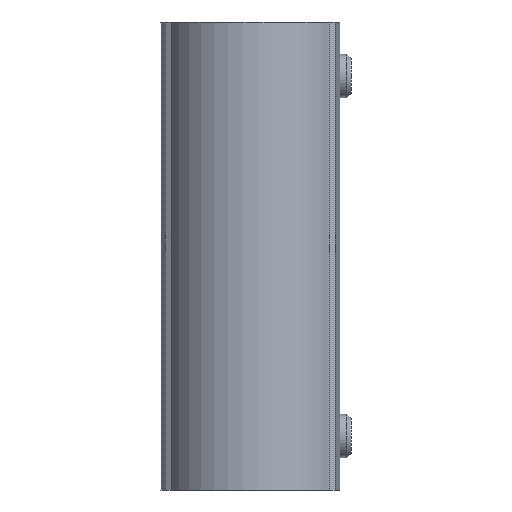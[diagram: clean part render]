
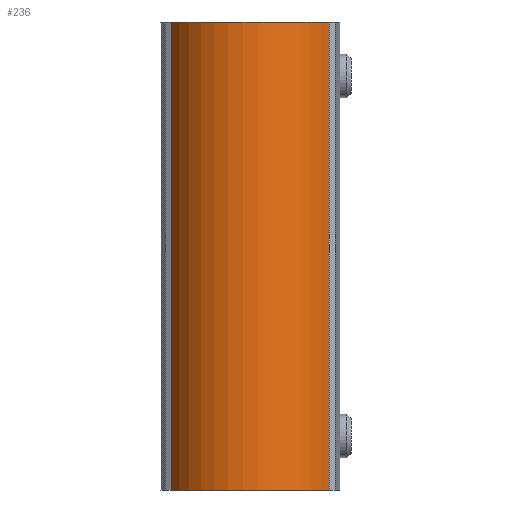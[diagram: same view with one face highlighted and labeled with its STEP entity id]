
A CAD part, left-side view. The second image highlights one B-rep face of the part: STEP entity #236.
In plain terms, the highlighted cylindrical face has radius 12.5 mm (diameter 25 mm), a partial arc.
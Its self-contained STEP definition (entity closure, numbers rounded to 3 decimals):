
#236 = ADVANCED_FACE( '', ( #602 ), #603, .T. );
#602 = FACE_OUTER_BOUND( '', #1137, .T. );
#603 = CYLINDRICAL_SURFACE( '', #1138, 12.5 );
#1137 = EDGE_LOOP( '', ( #1787, #1788, #1789, #1790 ) );
#1138 = AXIS2_PLACEMENT_3D( '', #1791, #1792, #1793 );
#1787 = ORIENTED_EDGE( '', *, *, #2987, .F. );
#1788 = ORIENTED_EDGE( '', *, *, #2988, .F. );
#1789 = ORIENTED_EDGE( '', *, *, #2979, .T. );
#1790 = ORIENTED_EDGE( '', *, *, #2989, .T. );
#1791 = CARTESIAN_POINT( '', ( 0., 0., -65. ) );
#1792 = DIRECTION( '', ( 0., 0., -1. ) );
#1793 = DIRECTION( '', ( 1., 0., 0. ) );
#2979 = EDGE_CURVE( '', #3543, #3541, #3544, .T. );
#2987 = EDGE_CURVE( '', #3556, #3557, #3558, .T. );
#2988 = EDGE_CURVE( '', #3543, #3556, #3559, .T. );
#2989 = EDGE_CURVE( '', #3541, #3557, #3560, .T. );
#3541 = VERTEX_POINT( '', #4356 );
#3543 = VERTEX_POINT( '', #4359 );
#3544 = CIRCLE( '', #4360, 12.5 );
#3556 = VERTEX_POINT( '', #4376 );
#3557 = VERTEX_POINT( '', #4377 );
#3558 = CIRCLE( '', #4378, 12.5 );
#3559 = LINE( '', #4379, #4380 );
#3560 = LINE( '', #4381, #4382 );
#4356 = CARTESIAN_POINT( '', ( -5.95, -10.993, -65. ) );
#4359 = CARTESIAN_POINT( '', ( -5.95, 10.993, -65. ) );
#4360 = AXIS2_PLACEMENT_3D( '', #5201, #5202, #5203 );
#4376 = CARTESIAN_POINT( '', ( -5.95, 10.993, 0. ) );
#4377 = CARTESIAN_POINT( '', ( -5.95, -10.993, 0. ) );
#4378 = AXIS2_PLACEMENT_3D( '', #5214, #5215, #5216 );
#4379 = CARTESIAN_POINT( '', ( -5.95, 10.993, -65. ) );
#4380 = VECTOR( '', #5217, 1000. );
#4381 = CARTESIAN_POINT( '', ( -5.95, -10.993, -65. ) );
#4382 = VECTOR( '', #5218, 1000. );
#5201 = CARTESIAN_POINT( '', ( 0., 0., -65. ) );
#5202 = DIRECTION( '', ( 0., 0., 1. ) );
#5203 = DIRECTION( '', ( 1., 0., 0. ) );
#5214 = CARTESIAN_POINT( '', ( 0., 0., 0. ) );
#5215 = DIRECTION( '', ( 0., 0., 1. ) );
#5216 = DIRECTION( '', ( 1., 0., 0. ) );
#5217 = DIRECTION( '', ( 0., 0., 1. ) );
#5218 = DIRECTION( '', ( 0., 0., 1. ) );
